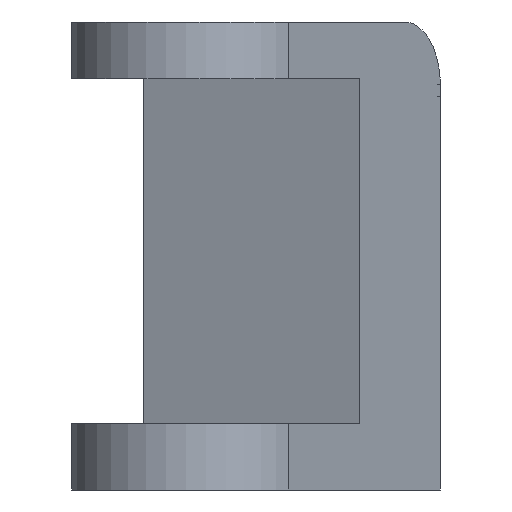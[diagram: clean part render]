
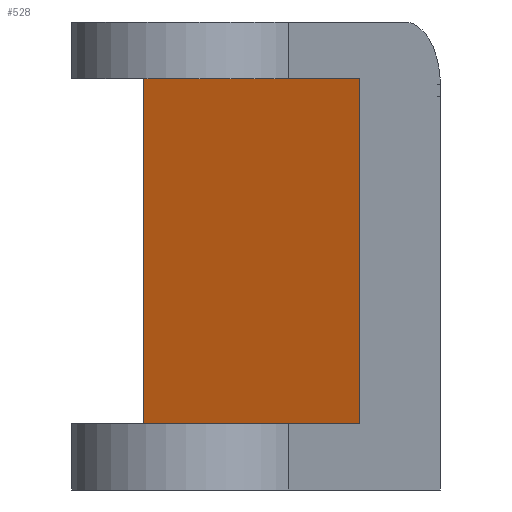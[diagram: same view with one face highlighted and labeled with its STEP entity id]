
A CAD part, front view. The second image highlights one B-rep face of the part: STEP entity #528.
In plain terms, the highlighted planar face has unit normal (-0.383, -0.924, 0).
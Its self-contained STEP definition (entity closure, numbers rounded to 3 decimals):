
#29 = VECTOR ( 'NONE', #254, 1000. ) ;
#31 = CARTESIAN_POINT ( 'NONE',  ( -5.279, -82.343, 65.927 ) ) ;
#38 = FACE_OUTER_BOUND ( 'NONE', #814, .T. ) ;
#87 = CARTESIAN_POINT ( 'NONE',  ( -5.279, -82.343, 10.623 ) ) ;
#88 = DIRECTION ( 'NONE',  ( 0., 0., -1. ) ) ;
#104 = EDGE_CURVE ( 'NONE', #411, #726, #224, .T. ) ;
#110 = EDGE_CURVE ( 'NONE', #726, #740, #658, .T. ) ;
#152 = CARTESIAN_POINT ( 'NONE',  ( -5.279, -82.343, 53. ) ) ;
#224 = LINE ( 'NONE', #152, #817 ) ;
#246 = EDGE_CURVE ( 'NONE', #411, #670, #371, .T. ) ;
#254 = DIRECTION ( 'NONE',  ( -0.924, 0.383, 0. ) ) ;
#256 = CARTESIAN_POINT ( 'NONE',  ( -39.892, -67.98, 65.927 ) ) ;
#262 = VECTOR ( 'NONE', #729, 1000. ) ;
#362 = CARTESIAN_POINT ( 'NONE',  ( -39.892, -67.98, 10.623 ) ) ;
#364 = AXIS2_PLACEMENT_3D ( 'NONE', #603, #795, #605 ) ;
#371 = LINE ( 'NONE', #496, #29 ) ;
#395 = CARTESIAN_POINT ( 'NONE',  ( 11.831, -89.444, 10.623 ) ) ;
#411 = VERTEX_POINT ( 'NONE', #31 ) ;
#496 = CARTESIAN_POINT ( 'NONE',  ( 11.831, -89.444, 65.927 ) ) ;
#513 = VECTOR ( 'NONE', #739, 1000. ) ;
#528 = ADVANCED_FACE ( 'NONE', ( #38 ), #801, .F. ) ;
#577 = ORIENTED_EDGE ( 'NONE', *, *, #104, .F. ) ;
#585 = LINE ( 'NONE', #656, #262 ) ;
#603 = CARTESIAN_POINT ( 'NONE',  ( 11.831, -89.444, 10.623 ) ) ;
#605 = DIRECTION ( 'NONE',  ( -0.924, 0.383, 0. ) ) ;
#653 = EDGE_CURVE ( 'NONE', #670, #740, #585, .T. ) ;
#656 = CARTESIAN_POINT ( 'NONE',  ( -39.892, -67.98, 10.623 ) ) ;
#658 = LINE ( 'NONE', #395, #513 ) ;
#670 = VERTEX_POINT ( 'NONE', #256 ) ;
#681 = ORIENTED_EDGE ( 'NONE', *, *, #246, .T. ) ;
#689 = ORIENTED_EDGE ( 'NONE', *, *, #110, .F. ) ;
#726 = VERTEX_POINT ( 'NONE', #87 ) ;
#729 = DIRECTION ( 'NONE',  ( 0., 0., -1. ) ) ;
#739 = DIRECTION ( 'NONE',  ( -0.924, 0.383, 0. ) ) ;
#740 = VERTEX_POINT ( 'NONE', #362 ) ;
#742 = ORIENTED_EDGE ( 'NONE', *, *, #653, .T. ) ;
#795 = DIRECTION ( 'NONE',  ( 0.383, 0.924, 0. ) ) ;
#801 = PLANE ( 'NONE',  #364 ) ;
#814 = EDGE_LOOP ( 'NONE', ( #681, #742, #689, #577 ) ) ;
#817 = VECTOR ( 'NONE', #88, 1000. ) ;
